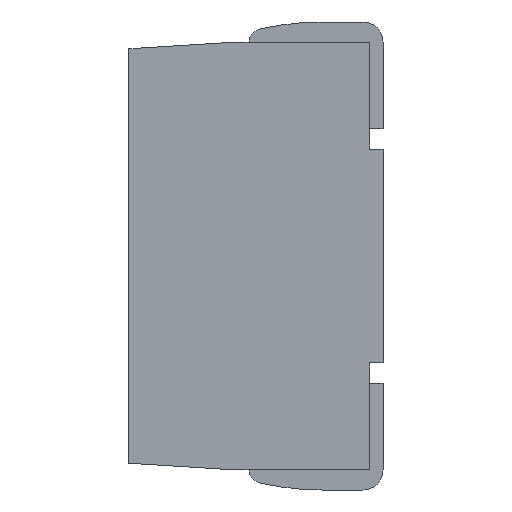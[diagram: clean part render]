
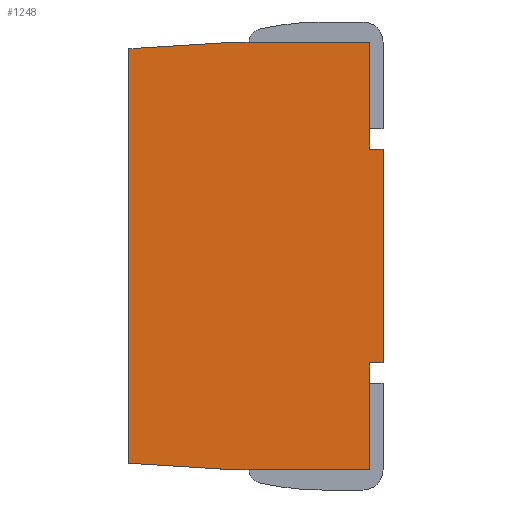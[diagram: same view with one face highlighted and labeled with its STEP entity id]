
A CAD part, left-side view. The second image highlights one B-rep face of the part: STEP entity #1248.
In plain terms, the highlighted planar face has unit normal (-1, 0, 0).
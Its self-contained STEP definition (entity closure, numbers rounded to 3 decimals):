
#116=FACE_OUTER_BOUND('',#190,.T.);
#190=EDGE_LOOP('',(#841,#842,#843,#844,#845,#846,#847,#848,#849,#850));
#265=LINE('',#1831,#403);
#271=LINE('',#1843,#409);
#272=LINE('',#1845,#410);
#273=LINE('',#1847,#411);
#274=LINE('',#1849,#412);
#275=LINE('',#1851,#413);
#276=LINE('',#1853,#414);
#277=LINE('',#1855,#415);
#278=LINE('',#1857,#416);
#279=LINE('',#1858,#417);
#403=VECTOR('',#1463,10.);
#409=VECTOR('',#1471,10.);
#410=VECTOR('',#1472,10.);
#411=VECTOR('',#1473,10.);
#412=VECTOR('',#1474,10.);
#413=VECTOR('',#1475,10.);
#414=VECTOR('',#1476,10.);
#415=VECTOR('',#1477,10.);
#416=VECTOR('',#1478,10.);
#417=VECTOR('',#1479,10.);
#541=VERTEX_POINT('',#1829);
#542=VERTEX_POINT('',#1830);
#547=VERTEX_POINT('',#1842);
#548=VERTEX_POINT('',#1844);
#549=VERTEX_POINT('',#1846);
#550=VERTEX_POINT('',#1848);
#551=VERTEX_POINT('',#1850);
#552=VERTEX_POINT('',#1852);
#553=VERTEX_POINT('',#1854);
#554=VERTEX_POINT('',#1856);
#657=EDGE_CURVE('',#541,#542,#265,.T.);
#663=EDGE_CURVE('',#547,#541,#271,.T.);
#664=EDGE_CURVE('',#547,#548,#272,.T.);
#665=EDGE_CURVE('',#549,#548,#273,.T.);
#666=EDGE_CURVE('',#550,#549,#274,.T.);
#667=EDGE_CURVE('',#551,#550,#275,.T.);
#668=EDGE_CURVE('',#551,#552,#276,.T.);
#669=EDGE_CURVE('',#552,#553,#277,.T.);
#670=EDGE_CURVE('',#554,#553,#278,.T.);
#671=EDGE_CURVE('',#542,#554,#279,.T.);
#841=ORIENTED_EDGE('',*,*,#657,.F.);
#842=ORIENTED_EDGE('',*,*,#663,.F.);
#843=ORIENTED_EDGE('',*,*,#664,.T.);
#844=ORIENTED_EDGE('',*,*,#665,.F.);
#845=ORIENTED_EDGE('',*,*,#666,.F.);
#846=ORIENTED_EDGE('',*,*,#667,.F.);
#847=ORIENTED_EDGE('',*,*,#668,.T.);
#848=ORIENTED_EDGE('',*,*,#669,.T.);
#849=ORIENTED_EDGE('',*,*,#670,.F.);
#850=ORIENTED_EDGE('',*,*,#671,.F.);
#1192=PLANE('',#1346);
#1248=ADVANCED_FACE('',(#116),#1192,.T.);
#1346=AXIS2_PLACEMENT_3D('',#1841,#1469,#1470);
#1463=DIRECTION('',(0.,0.998,0.062));
#1469=DIRECTION('center_axis',(-1.,0.,0.));
#1470=DIRECTION('ref_axis',(0.,0.,1.));
#1471=DIRECTION('',(0.,1.,0.));
#1472=DIRECTION('',(0.,0.,1.));
#1473=DIRECTION('',(0.,1.,0.));
#1474=DIRECTION('',(0.,0.,-1.));
#1475=DIRECTION('',(0.,-1.,0.));
#1476=DIRECTION('',(0.,0.,1.));
#1477=DIRECTION('',(0.,1.,0.));
#1478=DIRECTION('',(0.,-0.998,0.062));
#1479=DIRECTION('',(0.,0.,1.));
#1829=CARTESIAN_POINT('',(-2.125,1.,-2.95));
#1830=CARTESIAN_POINT('',(-2.125,1.8,-2.9));
#1831=CARTESIAN_POINT('',(-2.125,0.702,-2.969));
#1841=CARTESIAN_POINT('Origin',(-2.125,0.,-2.95));
#1842=CARTESIAN_POINT('',(-2.125,0.,-2.95));
#1843=CARTESIAN_POINT('',(-2.125,0.,-2.95));
#1844=CARTESIAN_POINT('',(-2.125,0.,-2.15));
#1845=CARTESIAN_POINT('',(-2.125,0.,-2.95));
#1846=CARTESIAN_POINT('',(-2.125,-0.1,-2.15));
#1847=CARTESIAN_POINT('',(-2.125,0.,-2.15));
#1848=CARTESIAN_POINT('',(-2.125,-0.1,-0.55));
#1849=CARTESIAN_POINT('',(-2.125,-0.1,-0.95));
#1850=CARTESIAN_POINT('',(-2.125,0.,-0.55));
#1851=CARTESIAN_POINT('',(-2.125,0.,-0.55));
#1852=CARTESIAN_POINT('',(-2.125,0.,0.25));
#1853=CARTESIAN_POINT('',(-2.125,0.,-2.95));
#1854=CARTESIAN_POINT('',(-2.125,1.,0.25));
#1855=CARTESIAN_POINT('',(-2.125,0.,0.25));
#1856=CARTESIAN_POINT('',(-2.125,1.8,0.2));
#1857=CARTESIAN_POINT('',(-2.125,0.802,0.262));
#1858=CARTESIAN_POINT('',(-2.125,1.8,-2.95));
